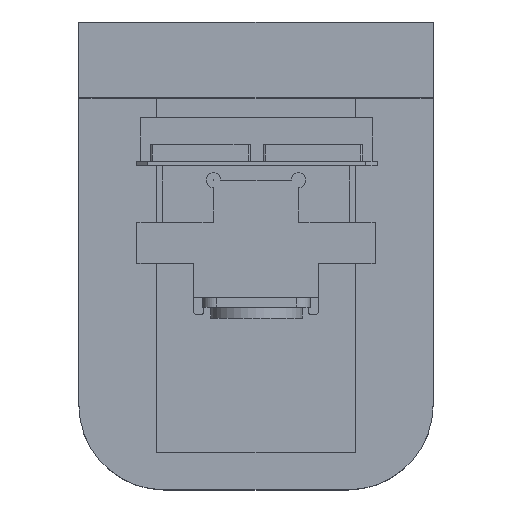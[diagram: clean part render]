
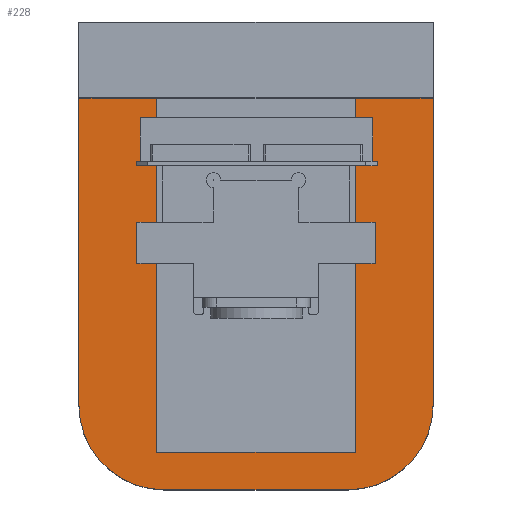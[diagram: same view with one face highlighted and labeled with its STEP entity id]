
A CAD part, top view. The second image highlights one B-rep face of the part: STEP entity #228.
In plain terms, the highlighted planar face has unit normal (0, 0, 1).
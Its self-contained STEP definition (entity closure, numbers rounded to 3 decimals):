
#126=FACE_OUTER_BOUND('',#431,.T.);
#228=ADVANCED_FACE('',(#126),#331,.T.);
#331=PLANE('',#2122);
#431=EDGE_LOOP('',(#686,#687,#688,#689,#690,#691,#692,#693,#694,#695));
#554=CIRCLE('',#2120,30.);
#555=CIRCLE('',#2121,30.);
#686=ORIENTED_EDGE('',*,*,#1428,.T.);
#687=ORIENTED_EDGE('',*,*,#1429,.T.);
#688=ORIENTED_EDGE('',*,*,#1430,.F.);
#689=ORIENTED_EDGE('',*,*,#1431,.T.);
#690=ORIENTED_EDGE('',*,*,#1432,.T.);
#691=ORIENTED_EDGE('',*,*,#1433,.T.);
#692=ORIENTED_EDGE('',*,*,#1434,.T.);
#693=ORIENTED_EDGE('',*,*,#1435,.T.);
#694=ORIENTED_EDGE('',*,*,#1436,.F.);
#695=ORIENTED_EDGE('',*,*,#1437,.T.);
#1232=VERTEX_POINT('',#2980);
#1233=VERTEX_POINT('',#2981);
#1234=VERTEX_POINT('',#2983);
#1235=VERTEX_POINT('',#2985);
#1236=VERTEX_POINT('',#2987);
#1237=VERTEX_POINT('',#2989);
#1238=VERTEX_POINT('',#2991);
#1239=VERTEX_POINT('',#2993);
#1240=VERTEX_POINT('',#2995);
#1241=VERTEX_POINT('',#2997);
#1428=EDGE_CURVE('',#1232,#1233,#1686,.T.);
#1429=EDGE_CURVE('',#1233,#1234,#1687,.T.);
#1430=EDGE_CURVE('',#1235,#1234,#1688,.T.);
#1431=EDGE_CURVE('',#1235,#1236,#1689,.T.);
#1432=EDGE_CURVE('',#1236,#1237,#554,.T.);
#1433=EDGE_CURVE('',#1237,#1238,#1690,.T.);
#1434=EDGE_CURVE('',#1238,#1239,#555,.T.);
#1435=EDGE_CURVE('',#1239,#1240,#1691,.T.);
#1436=EDGE_CURVE('',#1241,#1240,#1692,.T.);
#1437=EDGE_CURVE('',#1241,#1232,#1693,.T.);
#1686=LINE('',#2979,#1914);
#1687=LINE('',#2982,#1915);
#1688=LINE('',#2984,#1916);
#1689=LINE('',#2986,#1917);
#1690=LINE('',#2990,#1918);
#1691=LINE('',#2994,#1919);
#1692=LINE('',#2996,#1920);
#1693=LINE('',#2998,#1921);
#1914=VECTOR('',#2385,1.);
#1915=VECTOR('',#2386,1.);
#1916=VECTOR('',#2387,1.);
#1917=VECTOR('',#2388,1.);
#1918=VECTOR('',#2391,1.);
#1919=VECTOR('',#2394,1.);
#1920=VECTOR('',#2395,1.);
#1921=VECTOR('',#2396,1.);
#2120=AXIS2_PLACEMENT_3D('',#2988,#2389,#2390);
#2121=AXIS2_PLACEMENT_3D('',#2992,#2392,#2393);
#2122=AXIS2_PLACEMENT_3D('',#2999,#2397,#2398);
#2385=DIRECTION('',(-1.,0.,0.));
#2386=DIRECTION('',(0.,1.,0.));
#2387=DIRECTION('',(1.,0.,0.));
#2388=DIRECTION('',(0.,-1.,0.));
#2389=DIRECTION('',(0.,0.,1.));
#2390=DIRECTION('',(1.,0.,0.));
#2391=DIRECTION('',(1.,0.,0.));
#2392=DIRECTION('',(0.,0.,1.));
#2393=DIRECTION('',(1.,0.,0.));
#2394=DIRECTION('',(0.,1.,0.));
#2395=DIRECTION('',(1.,0.,0.));
#2396=DIRECTION('',(0.,-1.,0.));
#2397=DIRECTION('',(0.,0.,1.));
#2398=DIRECTION('',(1.,0.,0.));
#2979=CARTESIAN_POINT('',(97.5,13.2,47.));
#2980=CARTESIAN_POINT('',(97.5,13.2,47.));
#2981=CARTESIAN_POINT('',(27.5,13.2,47.));
#2982=CARTESIAN_POINT('',(27.5,13.2,47.));
#2983=CARTESIAN_POINT('',(27.5,138.2,47.));
#2984=CARTESIAN_POINT('',(0.,138.2,47.));
#2985=CARTESIAN_POINT('',(0.,138.2,47.));
#2986=CARTESIAN_POINT('',(0.,165.,47.));
#2987=CARTESIAN_POINT('',(0.,30.,47.));
#2988=CARTESIAN_POINT('',(30.,30.,47.));
#2989=CARTESIAN_POINT('',(30.,0.,47.));
#2990=CARTESIAN_POINT('',(0.,0.,47.));
#2991=CARTESIAN_POINT('',(95.,0.,47.));
#2992=CARTESIAN_POINT('',(95.,30.,47.));
#2993=CARTESIAN_POINT('',(125.,30.,47.));
#2994=CARTESIAN_POINT('',(125.,0.,47.));
#2995=CARTESIAN_POINT('',(125.,138.2,47.));
#2996=CARTESIAN_POINT('',(0.,138.2,47.));
#2997=CARTESIAN_POINT('',(97.5,138.2,47.));
#2998=CARTESIAN_POINT('',(97.5,138.2,47.));
#2999=CARTESIAN_POINT('',(0.,0.,47.));
